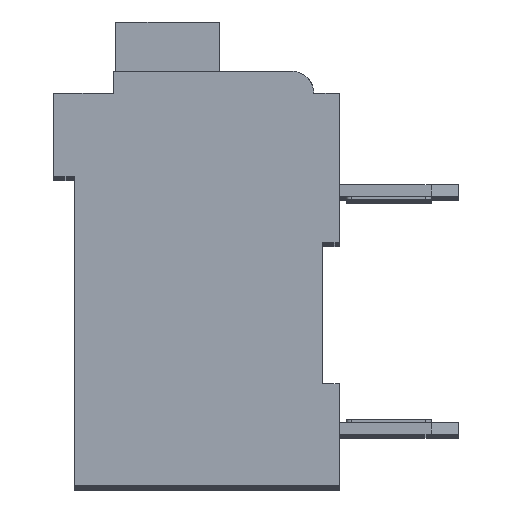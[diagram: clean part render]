
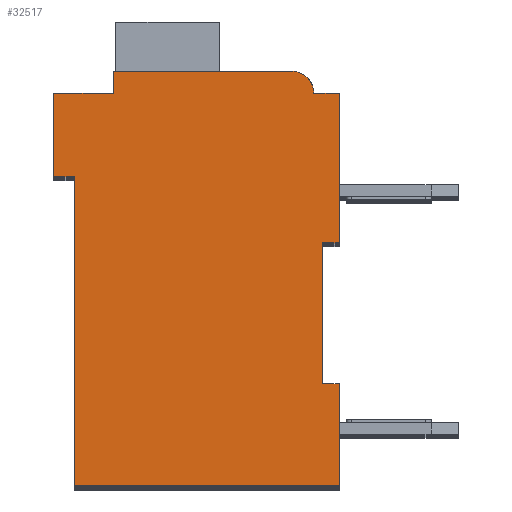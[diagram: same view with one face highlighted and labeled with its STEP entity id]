
A CAD part, top view. The second image highlights one B-rep face of the part: STEP entity #32517.
In plain terms, the highlighted planar face has unit normal (0, 0, 1).
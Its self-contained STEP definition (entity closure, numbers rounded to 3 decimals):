
#9838=DIRECTION('',(1.,0.,0.));
#9839=VECTOR('',#9838,0.5);
#9840=CARTESIAN_POINT('',(7.3,7.15,2.1));
#9841=LINE('',#9840,#9839);
#9842=DIRECTION('',(0.,1.,0.));
#9843=VECTOR('',#9842,4.15);
#9844=CARTESIAN_POINT('',(7.3,3.,2.1));
#9845=LINE('',#9844,#9843);
#9846=DIRECTION('',(-1.,0.,0.));
#9847=VECTOR('',#9846,0.5);
#9848=CARTESIAN_POINT('',(7.8,3.,2.1));
#9849=LINE('',#9848,#9847);
#9850=DIRECTION('',(0.,1.,0.));
#9851=VECTOR('',#9850,3.);
#9852=CARTESIAN_POINT('',(7.8,0.,2.1));
#9853=LINE('',#9852,#9851);
#9854=DIRECTION('',(1.,0.,0.));
#9855=VECTOR('',#9854,7.8);
#9856=CARTESIAN_POINT('',(0.,0.,2.1));
#9857=LINE('',#9856,#9855);
#9858=DIRECTION('',(0.,-1.,0.));
#9859=VECTOR('',#9858,9.1);
#9860=CARTESIAN_POINT('',(0.,9.1,2.1));
#9861=LINE('',#9860,#9859);
#9862=DIRECTION('',(1.,0.,0.));
#9863=VECTOR('',#9862,0.6);
#9864=CARTESIAN_POINT('',(-0.6,9.1,2.1));
#9865=LINE('',#9864,#9863);
#9866=DIRECTION('',(0.,-1.,0.));
#9867=VECTOR('',#9866,2.45);
#9868=CARTESIAN_POINT('',(-0.6,11.55,2.1));
#9869=LINE('',#9868,#9867);
#9870=DIRECTION('',(-1.,0.,0.));
#9871=VECTOR('',#9870,1.75);
#9872=CARTESIAN_POINT('',(1.15,11.55,2.1));
#9873=LINE('',#9872,#9871);
#9874=DIRECTION('',(0.,-1.,0.));
#9875=VECTOR('',#9874,0.65);
#9876=CARTESIAN_POINT('',(1.15,12.2,2.1));
#9877=LINE('',#9876,#9875);
#9878=DIRECTION('',(-1.,0.,0.));
#9879=VECTOR('',#9878,5.25);
#9880=CARTESIAN_POINT('',(6.4,12.2,2.1));
#9881=LINE('',#9880,#9879);
#9882=CARTESIAN_POINT('',(6.4,11.55,2.1));
#9883=DIRECTION('',(0.,0.,1.));
#9884=DIRECTION('',(1.,0.,0.));
#9885=AXIS2_PLACEMENT_3D('',#9882,#9883,#9884);
#9887=DIRECTION('',(-1.,0.,0.));
#9888=VECTOR('',#9887,0.75);
#9889=CARTESIAN_POINT('',(7.8,11.55,2.1));
#9890=LINE('',#9889,#9888);
#9891=DIRECTION('',(0.,1.,0.));
#9892=VECTOR('',#9891,4.4);
#9893=CARTESIAN_POINT('',(7.8,7.15,2.1));
#9894=LINE('',#9893,#9892);
#16077=CARTESIAN_POINT('',(7.3,7.15,2.1));
#16078=CARTESIAN_POINT('',(7.8,7.15,2.1));
#16079=VERTEX_POINT('',#16077);
#16080=VERTEX_POINT('',#16078);
#16081=CARTESIAN_POINT('',(7.8,11.55,2.1));
#16082=VERTEX_POINT('',#16081);
#16083=CARTESIAN_POINT('',(7.05,11.55,2.1));
#16084=VERTEX_POINT('',#16083);
#16085=CARTESIAN_POINT('',(6.4,12.2,2.1));
#16086=VERTEX_POINT('',#16085);
#16087=CARTESIAN_POINT('',(1.15,12.2,2.1));
#16088=VERTEX_POINT('',#16087);
#16089=CARTESIAN_POINT('',(1.15,11.55,2.1));
#16090=VERTEX_POINT('',#16089);
#16091=CARTESIAN_POINT('',(-0.6,11.55,2.1));
#16092=VERTEX_POINT('',#16091);
#16093=CARTESIAN_POINT('',(-0.6,9.1,2.1));
#16094=VERTEX_POINT('',#16093);
#16095=CARTESIAN_POINT('',(0.,9.1,2.1));
#16096=VERTEX_POINT('',#16095);
#16097=CARTESIAN_POINT('',(0.,0.,2.1));
#16098=VERTEX_POINT('',#16097);
#16099=CARTESIAN_POINT('',(7.8,0.,2.1));
#16100=VERTEX_POINT('',#16099);
#16101=CARTESIAN_POINT('',(7.8,3.,2.1));
#16102=VERTEX_POINT('',#16101);
#16103=CARTESIAN_POINT('',(7.3,3.,2.1));
#16104=VERTEX_POINT('',#16103);
#32496=CARTESIAN_POINT('',(0.,0.,2.1));
#32497=DIRECTION('',(0.,0.,1.));
#32498=DIRECTION('',(1.,0.,0.));
#32499=AXIS2_PLACEMENT_3D('',#32496,#32497,#32498);
#32500=PLANE('',#32499);
#32501=ORIENTED_EDGE('',*,*,#21170,.F.);
#32502=ORIENTED_EDGE('',*,*,#21926,.F.);
#32503=ORIENTED_EDGE('',*,*,#27864,.F.);
#32504=ORIENTED_EDGE('',*,*,#28279,.F.);
#32505=ORIENTED_EDGE('',*,*,#28762,.F.);
#32506=ORIENTED_EDGE('',*,*,#29403,.F.);
#32507=ORIENTED_EDGE('',*,*,#29668,.F.);
#32508=ORIENTED_EDGE('',*,*,#29917,.F.);
#32509=ORIENTED_EDGE('',*,*,#30293,.F.);
#32510=ORIENTED_EDGE('',*,*,#31016,.F.);
#32511=ORIENTED_EDGE('',*,*,#31584,.F.);
#32512=ORIENTED_EDGE('',*,*,#30344,.F.);
#32513=ORIENTED_EDGE('',*,*,#30817,.F.);
#32514=ORIENTED_EDGE('',*,*,#21821,.F.);
#32515=EDGE_LOOP('',(#32501,#32502,#32503,#32504,#32505,#32506,#32507,#32508,
#32509,#32510,#32511,#32512,#32513,#32514));
#32516=FACE_OUTER_BOUND('',#32515,.F.);
#9886=CIRCLE('',#9885,0.65);
#21170=EDGE_CURVE('',#16079,#16080,#9841,.T.);
#21821=EDGE_CURVE('',#16080,#16082,#9894,.T.);
#21926=EDGE_CURVE('',#16104,#16079,#9845,.T.);
#27864=EDGE_CURVE('',#16102,#16104,#9849,.T.);
#28279=EDGE_CURVE('',#16100,#16102,#9853,.T.);
#28762=EDGE_CURVE('',#16098,#16100,#9857,.T.);
#29403=EDGE_CURVE('',#16096,#16098,#9861,.T.);
#29668=EDGE_CURVE('',#16094,#16096,#9865,.T.);
#29917=EDGE_CURVE('',#16092,#16094,#9869,.T.);
#30293=EDGE_CURVE('',#16090,#16092,#9873,.T.);
#30344=EDGE_CURVE('',#16084,#16086,#9886,.T.);
#30817=EDGE_CURVE('',#16082,#16084,#9890,.T.);
#31016=EDGE_CURVE('',#16088,#16090,#9877,.T.);
#31584=EDGE_CURVE('',#16086,#16088,#9881,.T.);
#32517=ADVANCED_FACE('',(#32516),#32500,.T.);
